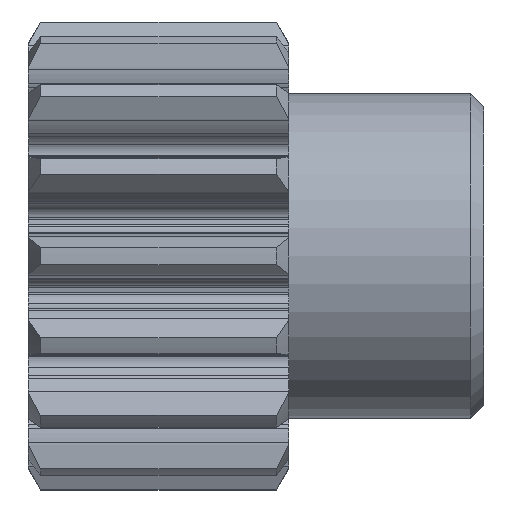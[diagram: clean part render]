
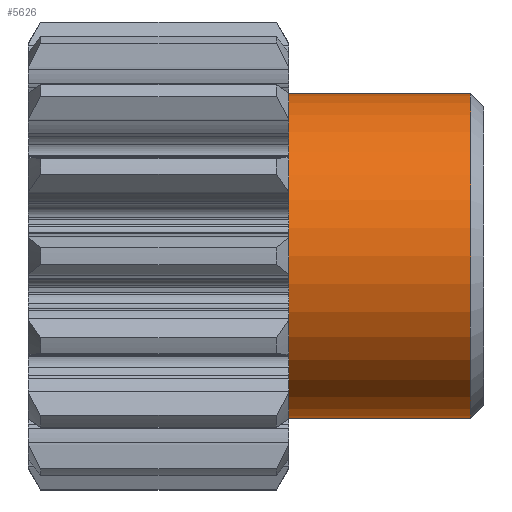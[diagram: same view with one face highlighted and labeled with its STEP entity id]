
A CAD part, front view. The second image highlights one B-rep face of the part: STEP entity #5626.
In plain terms, the highlighted cylindrical face has radius 12.5 mm (diameter 25 mm), a partial arc.
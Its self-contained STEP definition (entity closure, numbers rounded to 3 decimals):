
#3478=CARTESIAN_POINT('',(20.,0.,12.5));
#3479=VERTEX_POINT('',#3478);
#3480=CARTESIAN_POINT('',(20.,-0.,-12.5));
#3481=VERTEX_POINT('',#3480);
#3482=CARTESIAN_POINT('',(20.,0.,0.));
#3483=DIRECTION('',(1.,0.,0.));
#3484=DIRECTION('',(0.,0.,-1.));
#3485=AXIS2_PLACEMENT_3D('',#3482,#3483,#3484);
#3486=CIRCLE('',#3485,12.5);
#3487=EDGE_CURVE('',#3479,#3481,#3486,.T.);
#5595=CARTESIAN_POINT('',(35.,0.,0.));
#5596=DIRECTION('',(1.,0.,0.));
#5597=DIRECTION('',(0.,0.,-1.));
#5598=AXIS2_PLACEMENT_3D('',#5595,#5596,#5597);
#5599=CYLINDRICAL_SURFACE('',#5598,12.5);
#5600=CARTESIAN_POINT('',(34.,0.,12.5));
#5601=VERTEX_POINT('',#5600);
#5602=CARTESIAN_POINT('',(34.,0.,12.5));
#5603=DIRECTION('',(-1.,-0.,0.));
#5604=VECTOR('',#5603,14.);
#5605=LINE('',#5602,#5604);
#5606=EDGE_CURVE('',#5601,#3479,#5605,.T.);
#5607=ORIENTED_EDGE('',*,*,#5606,.T.);
#5608=ORIENTED_EDGE('',*,*,#3487,.T.);
#5609=CARTESIAN_POINT('',(34.,-0.,-12.5));
#5610=VERTEX_POINT('',#5609);
#5611=CARTESIAN_POINT('',(34.,0.,-12.5));
#5612=DIRECTION('',(-1.,-0.,0.));
#5613=VECTOR('',#5612,14.);
#5614=LINE('',#5611,#5613);
#5615=EDGE_CURVE('',#5610,#3481,#5614,.T.);
#5616=ORIENTED_EDGE('',*,*,#5615,.F.);
#5617=CARTESIAN_POINT('',(34.,0.,0.));
#5618=DIRECTION('',(1.,0.,0.));
#5619=DIRECTION('',(0.,0.,-1.));
#5620=AXIS2_PLACEMENT_3D('',#5617,#5618,#5619);
#5621=CIRCLE('',#5620,12.5);
#5622=EDGE_CURVE('',#5601,#5610,#5621,.T.);
#5623=ORIENTED_EDGE('',*,*,#5622,.F.);
#5624=EDGE_LOOP('',(#5607,#5608,#5616,#5623));
#5625=FACE_BOUND('',#5624,.T.);
#5626=ADVANCED_FACE('',(#5625),#5599,.T.);
